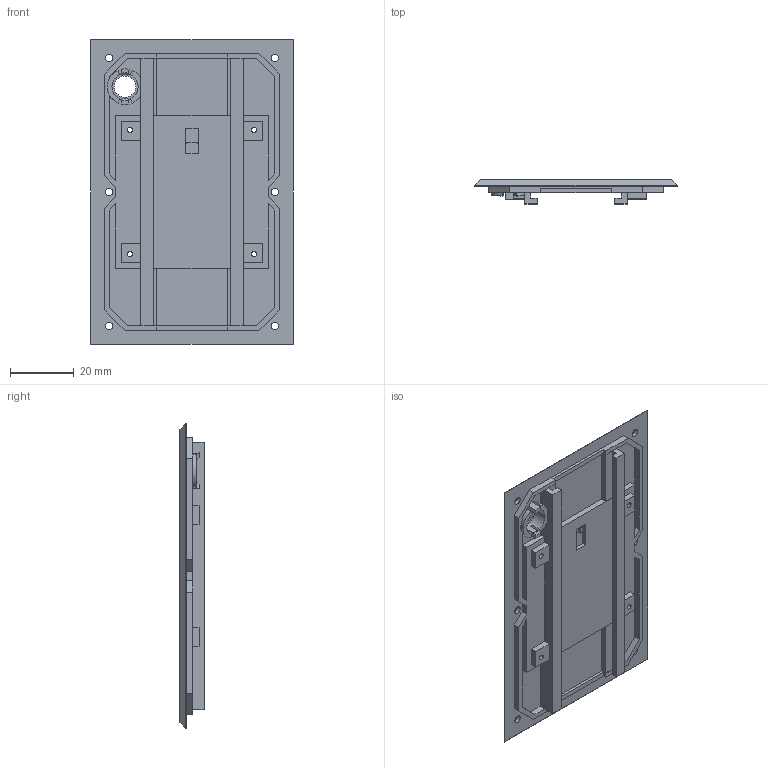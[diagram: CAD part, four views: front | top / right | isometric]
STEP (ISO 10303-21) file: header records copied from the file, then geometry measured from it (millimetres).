
FILE_DESCRIPTION(/* description */ (''),/* implementation_level */ '2;1');
FILE_NAME(/* name */ 'RectPanel_96x_64_PcbMount_28_MagCon_4mm.step',/* time_stamp */ '2025-09-13T08:18:05-07:00',/* author */ (''),/* organization */ (''),/* preprocessor_version */ 'ST-DEVELOPER v20.1',/* originating_system */ 'Autodesk Translation Framework v14.17.0.0',/* authorisation */ '');
FILE_SCHEMA (('AUTOMOTIVE_DESIGN { 1 0 10303 214 3 1 1 }'));
Length unit declared in the file: millimetre
Products named in the file (5): RectPanel_96x_64_PcbMount_28_MagCon_4mm; PcbMount_28_3; WPC_Coil_EmbeddedHousing; Side_96x_64_4mm v5; Logo_4mm v2
Assembly tree (5 placements, depth 2):
  RectPanel_96x_64_PcbMount_28_MagCon_4mm
    PcbMount_28_3
    WPC_Coil_EmbeddedHousing
    Logo_4mm v2  x2
    Side_96x_64_4mm v5
Bounding box: 63.6 x 7.6 x 95.6 mm (x, y, z)
Volume: 16811.9 mm3; surface area: 20816.2 mm2
Topology: 2 solids, 2 shells, 242 faces, 663 edges, 430 vertices
Faces by surface type: plane 160, bspline 42, cylinder 22, cone 16, torus 2
Full cylindrical faces by diameter (mm): 1.65 x4, 2.4 x10, 6.7 x1, 8.2 x1, 31 x1
Entity records: 7895 total; most frequent: CARTESIAN_POINT 1891, ORIENTED_EDGE 1326, DIRECTION 1085, EDGE_CURVE 663, LINE 493, VECTOR 493, VERTEX_POINT 430, AXIS2_PLACEMENT_3D 296
